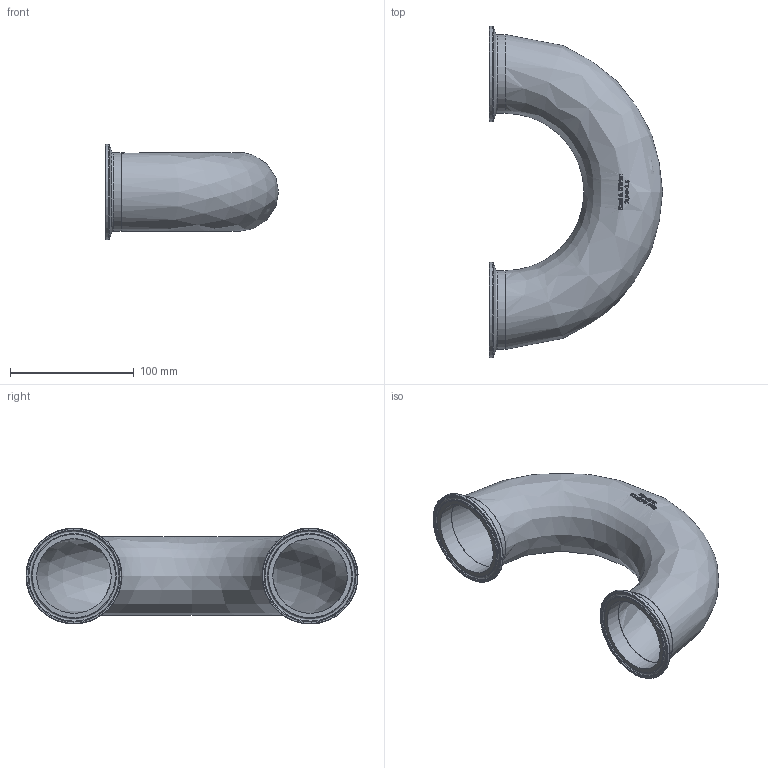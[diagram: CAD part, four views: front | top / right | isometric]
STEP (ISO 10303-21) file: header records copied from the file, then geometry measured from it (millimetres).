
FILE_DESCRIPTION(/* description */ (''),/* implementation_level */ '2;1');
FILE_NAME(/* name */ '2UMP-2.5.stp',/* time_stamp */ '2020-12-21T13:06:17-05:00',/* author */ ('rick'),/* organization */ (''),/* preprocessor_version */ 'ST-DEVELOPER v18',/* originating_system */ 'Autodesk Inventor 2020',/* authorisation */ '');
FILE_SCHEMA (('AUTOMOTIVE_DESIGN { 1 0 10303 214 3 1 1 }'));
Length unit declared in the file: inch
Products named in the file (1): 2UMP-2.5
Bounding box: 139.7 x 267.88 x 77.39 mm (x, y, z)
Volume: 115092.9 mm3; surface area: 133302.3 mm2
Topology: 1 solids, 1 shells, 373 faces, 1036 edges, 702 vertices
Faces by surface type: bspline 203, plane 142, torus 16, cylinder 6, cone 6
Full cylindrical faces by diameter (mm): 60.198 x2, 63.5 x2, 77.394 x2
Entity records: 17089 total; most frequent: CARTESIAN_POINT 9106, ORIENTED_EDGE 2072, EDGE_CURVE 1036, DIRECTION 882, VERTEX_POINT 702, B_SPLINE_CURVE_WITH_KNOTS 608, EDGE_LOOP 412, FACE_OUTER_BOUND 373
